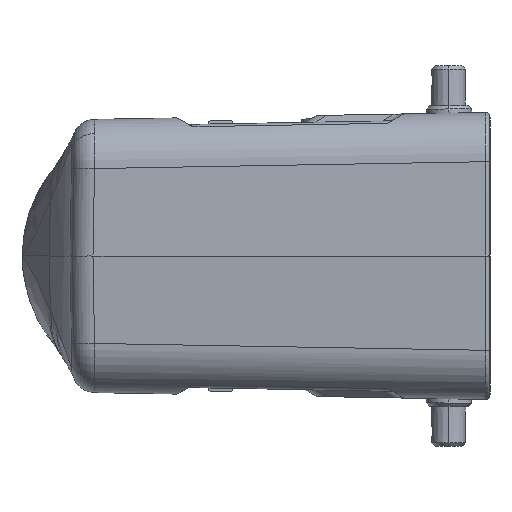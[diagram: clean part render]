
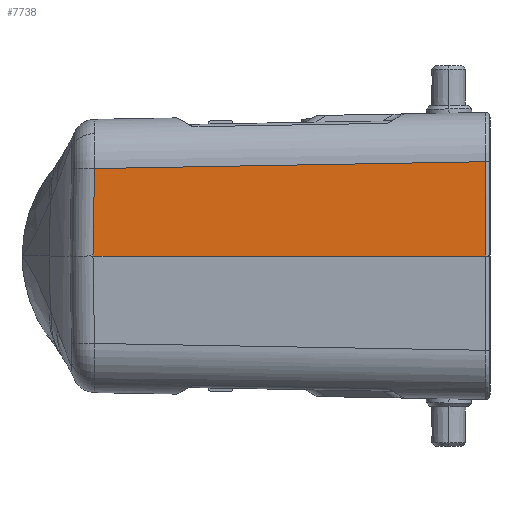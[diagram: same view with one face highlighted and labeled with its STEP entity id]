
A CAD part, left-side view. The second image highlights one B-rep face of the part: STEP entity #7738.
In plain terms, the highlighted planar face has unit normal (-1, 0.018, 0.017).
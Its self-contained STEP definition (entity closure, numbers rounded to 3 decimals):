
#541=CARTESIAN_POINT('',(-46.493,70.609,14.121));
#591=DIRECTION('',(0.017,1.,0.));
#592=VECTOR('',#591,58.862);
#593=CARTESIAN_POINT('',(-46.739,70.609,
0.));
#594=LINE('',#593,#592);
#595=DIRECTION('',(0.017,-0.017,1.));
#596=VECTOR('',#595,13.102);
#597=CARTESIAN_POINT('',(-45.712,129.462,
0.));
#598=LINE('',#597,#596);
#599=DIRECTION('',(-0.017,-1.,0.017));
#600=VECTOR('',#599,58.642);
#601=CARTESIAN_POINT('',(-45.487,129.233,13.098));
#602=LINE('',#601,#600);
#603=DIRECTION('',(0.017,0.,1.));
#604=VECTOR('',#603,14.124);
#605=CARTESIAN_POINT('',(-46.739,70.609,
0.));
#606=LINE('',#605,#604);
#6014=VERTEX_POINT('',#541);
#6015=CARTESIAN_POINT('',(-45.487,129.233,13.098));
#6016=VERTEX_POINT('',#6015);
#6026=CARTESIAN_POINT('',(-46.739,70.609,
0.));
#6027=VERTEX_POINT('',#6026);
#6028=CARTESIAN_POINT('',(-45.712,129.462,
0.));
#6029=VERTEX_POINT('',#6028);
#7724=CARTESIAN_POINT('',(-46.333,70.,23.912));
#7725=DIRECTION('',(-1.,0.017,0.017));
#7726=DIRECTION('',(-0.017,0.,-1.));
#7727=AXIS2_PLACEMENT_3D('',#7724,#7725,#7726);
#7728=PLANE('',#7727);
#7730=ORIENTED_EDGE('',*,*,#7729,.F.);
#7732=ORIENTED_EDGE('',*,*,#7731,.T.);
#7734=ORIENTED_EDGE('',*,*,#7733,.T.);
#7735=ORIENTED_EDGE('',*,*,#7702,.T.);
#7736=EDGE_LOOP('',(#7730,#7732,#7734,#7735));
#7737=FACE_OUTER_BOUND('',#7736,.F.);
#7738=ADVANCED_FACE('',(#7737),#7728,.T.);
#7702=EDGE_CURVE('',#6016,#6014,#602,.T.);
#7729=EDGE_CURVE('',#6027,#6014,#606,.T.);
#7731=EDGE_CURVE('',#6027,#6029,#594,.T.);
#7733=EDGE_CURVE('',#6029,#6016,#598,.T.);
